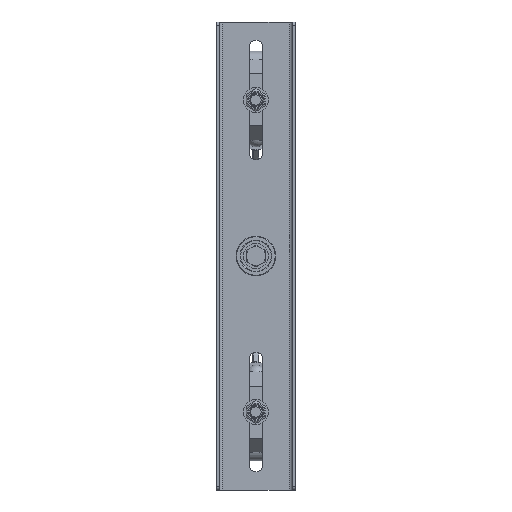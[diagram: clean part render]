
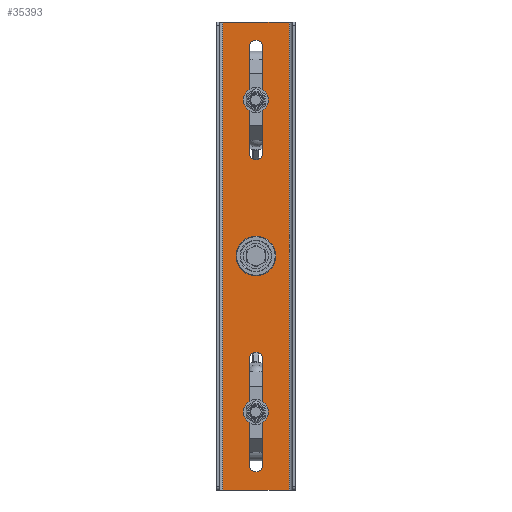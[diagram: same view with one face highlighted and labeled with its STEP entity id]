
A CAD part, front view. The second image highlights one B-rep face of the part: STEP entity #35393.
In plain terms, the highlighted planar face has unit normal (0, -1, 0).
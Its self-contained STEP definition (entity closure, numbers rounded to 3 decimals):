
#68 = EDGE_LOOP ( 'NONE', ( #54489, #41349 ) ) ;
#621 = VERTEX_POINT ( 'NONE', #2461 ) ;
#647 = AXIS2_PLACEMENT_3D ( 'NONE', #6614, #11258, #46357 ) ;
#1276 = CARTESIAN_POINT ( 'NONE',  ( 6.5, 0., -99. ) ) ;
#1318 = CIRCLE ( 'NONE', #27954, 6.5 ) ;
#1770 = DIRECTION ( 'NONE',  ( 0., 0., -1. ) ) ;
#2461 = CARTESIAN_POINT ( 'NONE',  ( 32., 0., -225. ) ) ;
#3558 = VERTEX_POINT ( 'NONE', #18301 ) ;
#4088 = EDGE_CURVE ( 'NONE', #50214, #3558, #26445, .T. ) ;
#4120 = LINE ( 'NONE', #16363, #31814 ) ;
#4598 = ORIENTED_EDGE ( 'NONE', *, *, #40304, .T. ) ;
#5568 = EDGE_LOOP ( 'NONE', ( #17024, #33229, #28521, #24070 ) ) ;
#6408 = AXIS2_PLACEMENT_3D ( 'NONE', #41928, #29047, #20096 ) ;
#6614 = CARTESIAN_POINT ( 'NONE',  ( 0., 0., -201. ) ) ;
#6854 = VERTEX_POINT ( 'NONE', #55773 ) ;
#6868 = FACE_OUTER_BOUND ( 'NONE', #5568, .T. ) ;
#6883 = VECTOR ( 'NONE', #52239, 1000. ) ;
#7467 = AXIS2_PLACEMENT_3D ( 'NONE', #52607, #8394, #35067 ) ;
#7892 = LINE ( 'NONE', #17782, #29355 ) ;
#8076 = VECTOR ( 'NONE', #50127, 1000. ) ;
#8143 = EDGE_CURVE ( 'NONE', #55833, #50214, #35908, .T. ) ;
#8394 = DIRECTION ( 'NONE',  ( 0., 1., 0. ) ) ;
#9253 = VERTEX_POINT ( 'NONE', #34423 ) ;
#9951 = EDGE_CURVE ( 'NONE', #10628, #6854, #11547, .T. ) ;
#10628 = VERTEX_POINT ( 'NONE', #30013 ) ;
#11258 = DIRECTION ( 'NONE',  ( 0., 1., 0. ) ) ;
#11547 = LINE ( 'NONE', #49219, #30270 ) ;
#11734 = EDGE_CURVE ( 'NONE', #21344, #10628, #31630, .T. ) ;
#11935 = VERTEX_POINT ( 'NONE', #54862 ) ;
#11979 = ORIENTED_EDGE ( 'NONE', *, *, #4088, .T. ) ;
#13220 = DIRECTION ( 'NONE',  ( 0., 0., 1. ) ) ;
#13798 = FACE_BOUND ( 'NONE', #42990, .T. ) ;
#13857 = DIRECTION ( 'NONE',  ( 0., 1., 0. ) ) ;
#14574 = LINE ( 'NONE', #50146, #44268 ) ;
#16363 = CARTESIAN_POINT ( 'NONE',  ( 32., 0., 225. ) ) ;
#16892 = DIRECTION ( 'NONE',  ( 0., 1., 0. ) ) ;
#16939 = VERTEX_POINT ( 'NONE', #20211 ) ;
#17024 = ORIENTED_EDGE ( 'NONE', *, *, #26141, .F. ) ;
#17159 = ORIENTED_EDGE ( 'NONE', *, *, #8143, .T. ) ;
#17203 = VECTOR ( 'NONE', #45327, 1000. ) ;
#17782 = CARTESIAN_POINT ( 'NONE',  ( 6.5, 0., 99. ) ) ;
#17959 = FACE_BOUND ( 'NONE', #68, .T. ) ;
#18154 = EDGE_CURVE ( 'NONE', #6854, #22162, #51966, .T. ) ;
#18294 = DIRECTION ( 'NONE',  ( 0., 0., 1. ) ) ;
#18301 = CARTESIAN_POINT ( 'NONE',  ( 0., 0., -207.5 ) ) ;
#19155 = LINE ( 'NONE', #20249, #41925 ) ;
#19472 = EDGE_CURVE ( 'NONE', #45989, #55833, #1318, .T. ) ;
#19829 = CIRCLE ( 'NONE', #647, 6.5 ) ;
#19901 = EDGE_CURVE ( 'NONE', #9253, #49909, #32439, .T. ) ;
#20096 = DIRECTION ( 'NONE',  ( 0., 0., 1. ) ) ;
#20211 = CARTESIAN_POINT ( 'NONE',  ( 6.5, 0., 99. ) ) ;
#20249 = CARTESIAN_POINT ( 'NONE',  ( -6.5, 0., -99. ) ) ;
#20266 = CARTESIAN_POINT ( 'NONE',  ( -32., 0., 225. ) ) ;
#20996 = CARTESIAN_POINT ( 'NONE',  ( -32., 0., -225. ) ) ;
#21292 = ORIENTED_EDGE ( 'NONE', *, *, #11734, .T. ) ;
#21344 = VERTEX_POINT ( 'NONE', #42559 ) ;
#21725 = CARTESIAN_POINT ( 'NONE',  ( 35., 0., 225. ) ) ;
#21858 = DIRECTION ( 'NONE',  ( 0., 0., -1. ) ) ;
#22162 = VERTEX_POINT ( 'NONE', #23231 ) ;
#23231 = CARTESIAN_POINT ( 'NONE',  ( 6.5, 0., 201. ) ) ;
#23563 = CARTESIAN_POINT ( 'NONE',  ( -6.5, 0., -99. ) ) ;
#23679 = DIRECTION ( 'NONE',  ( 0., -1., 0. ) ) ;
#23763 = DIRECTION ( 'NONE',  ( 0., 0., -1. ) ) ;
#24070 = ORIENTED_EDGE ( 'NONE', *, *, #54832, .T. ) ;
#24082 = EDGE_CURVE ( 'NONE', #3558, #11935, #19829, .T. ) ;
#24199 = AXIS2_PLACEMENT_3D ( 'NONE', #54004, #13857, #18294 ) ;
#25096 = DIRECTION ( 'NONE',  ( 0., 0., -1. ) ) ;
#25832 = CARTESIAN_POINT ( 'NONE',  ( 0., 0., 99. ) ) ;
#26141 = EDGE_CURVE ( 'NONE', #621, #37360, #32933, .T. ) ;
#26445 = CIRCLE ( 'NONE', #6408, 6.5 ) ;
#27940 = PLANE ( 'NONE',  #31088 ) ;
#27954 = AXIS2_PLACEMENT_3D ( 'NONE', #45476, #53998, #36820 ) ;
#28521 = ORIENTED_EDGE ( 'NONE', *, *, #19901, .T. ) ;
#29047 = DIRECTION ( 'NONE',  ( 0., 1., 0. ) ) ;
#29355 = VECTOR ( 'NONE', #21858, 1000. ) ;
#29785 = DIRECTION ( 'NONE',  ( 0., 0., 1. ) ) ;
#30013 = CARTESIAN_POINT ( 'NONE',  ( -6.5, 0., 99. ) ) ;
#30270 = VECTOR ( 'NONE', #40389, 1000. ) ;
#30831 = CARTESIAN_POINT ( 'NONE',  ( 0., 0., 0. ) ) ;
#31088 = AXIS2_PLACEMENT_3D ( 'NONE', #50063, #23679, #1770 ) ;
#31118 = FACE_BOUND ( 'NONE', #53746, .T. ) ;
#31630 = CIRCLE ( 'NONE', #48006, 6.5 ) ;
#31702 = EDGE_CURVE ( 'NONE', #54956, #37041, #38931, .T. ) ;
#31814 = VECTOR ( 'NONE', #25096, 1000. ) ;
#32439 = LINE ( 'NONE', #21725, #6883 ) ;
#32933 = LINE ( 'NONE', #48803, #8076 ) ;
#33229 = ORIENTED_EDGE ( 'NONE', *, *, #48693, .F. ) ;
#33298 = DIRECTION ( 'NONE',  ( 0., 0., 1. ) ) ;
#33543 = ORIENTED_EDGE ( 'NONE', *, *, #24082, .T. ) ;
#34167 = EDGE_CURVE ( 'NONE', #37041, #54956, #42177, .T. ) ;
#34170 = CIRCLE ( 'NONE', #7467, 6.5 ) ;
#34194 = CARTESIAN_POINT ( 'NONE',  ( 0., 0., 6.5 ) ) ;
#34423 = CARTESIAN_POINT ( 'NONE',  ( 32., 0., 225. ) ) ;
#34906 = DIRECTION ( 'NONE',  ( 0., 1., 0. ) ) ;
#35067 = DIRECTION ( 'NONE',  ( 0., 0., 1. ) ) ;
#35393 = ADVANCED_FACE ( 'NONE', ( #13798, #6868, #17959, #31118 ), #27940, .T. ) ;
#35908 = LINE ( 'NONE', #1276, #17203 ) ;
#36820 = DIRECTION ( 'NONE',  ( 0., 0., 1. ) ) ;
#37041 = VERTEX_POINT ( 'NONE', #34194 ) ;
#37360 = VERTEX_POINT ( 'NONE', #20996 ) ;
#37362 = DIRECTION ( 'NONE',  ( 0., 1., 0. ) ) ;
#37378 = EDGE_CURVE ( 'NONE', #11935, #45989, #19155, .T. ) ;
#38012 = CARTESIAN_POINT ( 'NONE',  ( 6.5, 0., -201. ) ) ;
#38931 = CIRCLE ( 'NONE', #24199, 6.5 ) ;
#40159 = EDGE_CURVE ( 'NONE', #16939, #21344, #34170, .T. ) ;
#40304 = EDGE_CURVE ( 'NONE', #22162, #16939, #7892, .T. ) ;
#40389 = DIRECTION ( 'NONE',  ( 0., 0., 1. ) ) ;
#41194 = AXIS2_PLACEMENT_3D ( 'NONE', #46960, #37362, #33298 ) ;
#41349 = ORIENTED_EDGE ( 'NONE', *, *, #34167, .T. ) ;
#41925 = VECTOR ( 'NONE', #29785, 1000. ) ;
#41928 = CARTESIAN_POINT ( 'NONE',  ( 0., 0., -201. ) ) ;
#42177 = CIRCLE ( 'NONE', #56179, 6.5 ) ;
#42559 = CARTESIAN_POINT ( 'NONE',  ( 0., 0., 92.5 ) ) ;
#42990 = EDGE_LOOP ( 'NONE', ( #52672, #53491, #17159, #11979, #33543 ) ) ;
#43738 = DIRECTION ( 'NONE',  ( 0., 0., 1. ) ) ;
#44268 = VECTOR ( 'NONE', #23763, 1000. ) ;
#44708 = ORIENTED_EDGE ( 'NONE', *, *, #9951, .T. ) ;
#45327 = DIRECTION ( 'NONE',  ( 0., 0., -1. ) ) ;
#45476 = CARTESIAN_POINT ( 'NONE',  ( 0., 0., -99. ) ) ;
#45989 = VERTEX_POINT ( 'NONE', #23563 ) ;
#46070 = ORIENTED_EDGE ( 'NONE', *, *, #40159, .T. ) ;
#46357 = DIRECTION ( 'NONE',  ( 0., 0., 1. ) ) ;
#46960 = CARTESIAN_POINT ( 'NONE',  ( 0., 0., 201. ) ) ;
#48006 = AXIS2_PLACEMENT_3D ( 'NONE', #25832, #16892, #43738 ) ;
#48252 = CARTESIAN_POINT ( 'NONE',  ( 6.5, 0., -99. ) ) ;
#48693 = EDGE_CURVE ( 'NONE', #9253, #621, #4120, .T. ) ;
#48803 = CARTESIAN_POINT ( 'NONE',  ( 35., 0., -225. ) ) ;
#49219 = CARTESIAN_POINT ( 'NONE',  ( -6.5, 0., 201. ) ) ;
#49532 = ORIENTED_EDGE ( 'NONE', *, *, #18154, .T. ) ;
#49909 = VERTEX_POINT ( 'NONE', #20266 ) ;
#50063 = CARTESIAN_POINT ( 'NONE',  ( 35., 0., 225. ) ) ;
#50127 = DIRECTION ( 'NONE',  ( -1., 0., 0. ) ) ;
#50146 = CARTESIAN_POINT ( 'NONE',  ( -32., 0., 225. ) ) ;
#50214 = VERTEX_POINT ( 'NONE', #38012 ) ;
#51966 = CIRCLE ( 'NONE', #41194, 6.5 ) ;
#52239 = DIRECTION ( 'NONE',  ( -1., 0., 0. ) ) ;
#52607 = CARTESIAN_POINT ( 'NONE',  ( 0., 0., 99. ) ) ;
#52672 = ORIENTED_EDGE ( 'NONE', *, *, #37378, .T. ) ;
#53491 = ORIENTED_EDGE ( 'NONE', *, *, #19472, .T. ) ;
#53746 = EDGE_LOOP ( 'NONE', ( #44708, #49532, #4598, #46070, #21292 ) ) ;
#53998 = DIRECTION ( 'NONE',  ( 0., 1., 0. ) ) ;
#54004 = CARTESIAN_POINT ( 'NONE',  ( 0., 0., 0. ) ) ;
#54489 = ORIENTED_EDGE ( 'NONE', *, *, #31702, .T. ) ;
#54832 = EDGE_CURVE ( 'NONE', #49909, #37360, #14574, .T. ) ;
#54862 = CARTESIAN_POINT ( 'NONE',  ( -6.5, 0., -201. ) ) ;
#54956 = VERTEX_POINT ( 'NONE', #55347 ) ;
#55347 = CARTESIAN_POINT ( 'NONE',  ( 0., 0., -6.5 ) ) ;
#55773 = CARTESIAN_POINT ( 'NONE',  ( -6.5, 0., 201. ) ) ;
#55833 = VERTEX_POINT ( 'NONE', #48252 ) ;
#56179 = AXIS2_PLACEMENT_3D ( 'NONE', #30831, #34906, #13220 ) ;
